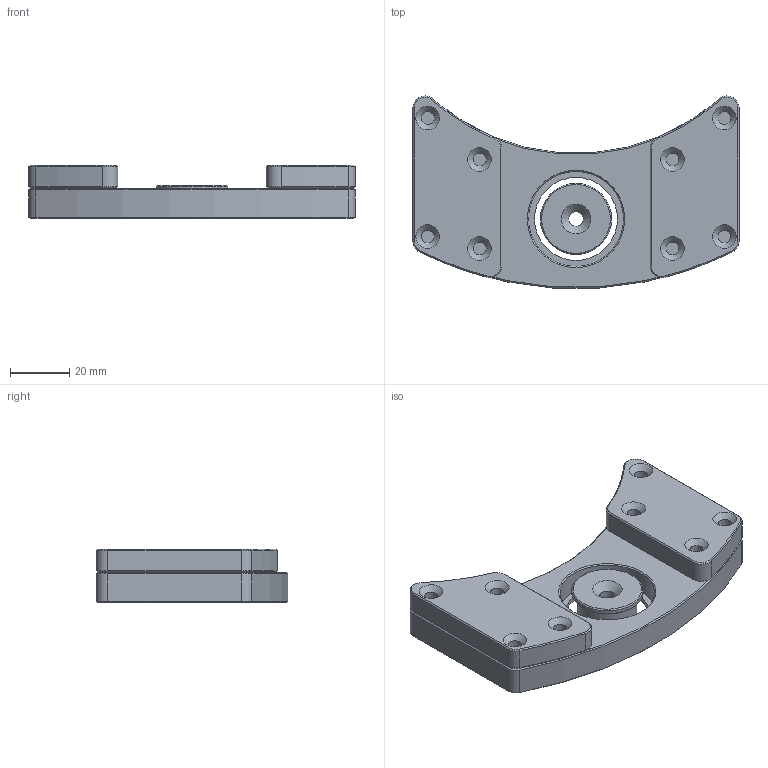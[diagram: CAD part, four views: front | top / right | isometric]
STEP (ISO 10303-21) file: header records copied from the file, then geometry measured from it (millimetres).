
FILE_DESCRIPTION(/* description */ (''),/* implementation_level */ '2;1');
FILE_NAME(/* name */ 'Router Hole Jig v2.step',/* time_stamp */ '2021-11-07T07:25:11+01:00',/* author */ (''),/* organization */ (''),/* preprocessor_version */ 'ST-DEVELOPER v18.1',/* originating_system */ 'Autodesk Translation Framework v10.10.0.1391',/* authorisation */ '');
FILE_SCHEMA (('AUTOMOTIVE_DESIGN { 1 0 10303 214 3 1 1 }'));
Length unit declared in the file: millimetre
Products named in the file (1): Router Hole Jig
Bounding box: 110 x 64.71 x 18.2 mm (x, y, z)
Volume: 65233.9 mm3; surface area: 26162.5 mm2
Topology: 4 solids, 4 shells, 139 faces, 299 edges, 178 vertices
Faces by surface type: cone 56, cylinder 43, plane 40
Full cylindrical faces by diameter (mm): 4.4 x8, 5 x1, 5.8 x8, 20 x1, 24 x1, 28 x1, 32 x1
Entity records: 3885 total; most frequent: CARTESIAN_POINT 713, DIRECTION 709, ORIENTED_EDGE 598, EDGE_CURVE 299, AXIS2_PLACEMENT_3D 282, VERTEX_POINT 178, EDGE_LOOP 169, LINE 145
